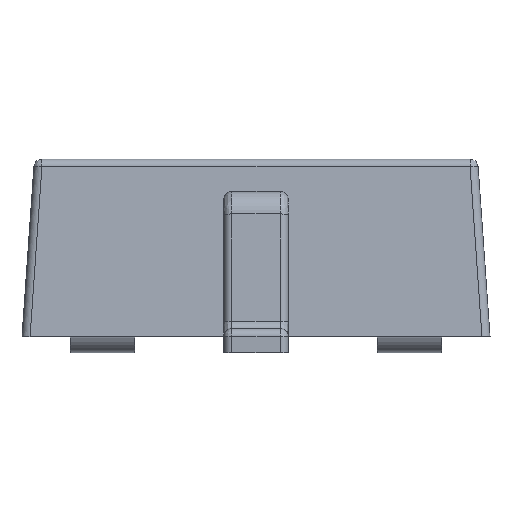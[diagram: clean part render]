
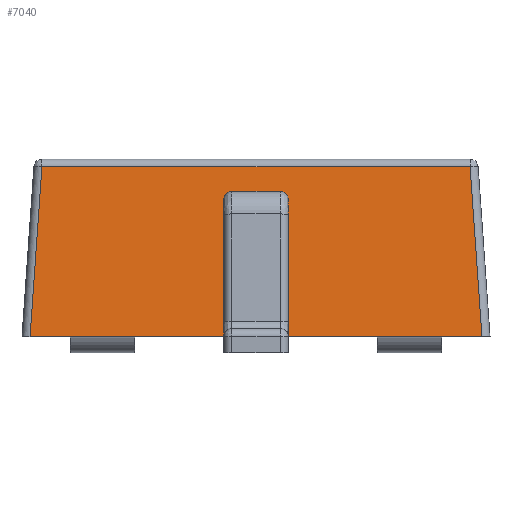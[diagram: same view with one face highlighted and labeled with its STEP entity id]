
A CAD part, front view. The second image highlights one B-rep face of the part: STEP entity #7040.
In plain terms, the highlighted planar face has unit normal (0, -0.998, 0.07).
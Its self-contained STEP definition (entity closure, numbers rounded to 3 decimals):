
#6 = PLANE ( 'NONE',  #181 ) ;
#86 = EDGE_CURVE ( 'NONE', #995, #2026, #7784, .T. ) ;
#157 = CARTESIAN_POINT ( 'NONE',  ( -1.4, -0.8, 0.1 ) ) ;
#181 = AXIS2_PLACEMENT_3D ( 'NONE', #8418, #5798, #2439 ) ;
#790 = CARTESIAN_POINT ( 'NONE',  ( 1.4, -0.8, 0.1 ) ) ;
#995 = VERTEX_POINT ( 'NONE', #4958 ) ;
#1470 = LINE ( 'NONE', #7319, #4550 ) ;
#1625 = CARTESIAN_POINT ( 'NONE',  ( -1.326, -0.726, 1.153 ) ) ;
#2026 = VERTEX_POINT ( 'NONE', #3081 ) ;
#2039 = DIRECTION ( 'NONE',  ( -0.07, -0.07, -0.995 ) ) ;
#2343 = LINE ( 'NONE', #2994, #6204 ) ;
#2439 = DIRECTION ( 'NONE',  ( 0., -0.07, -0.998 ) ) ;
#2542 = ORIENTED_EDGE ( 'NONE', *, *, #7626, .T. ) ;
#2994 = CARTESIAN_POINT ( 'NONE',  ( 0., -0.726, 1.153 ) ) ;
#3081 = CARTESIAN_POINT ( 'NONE',  ( 1.326, -0.726, 1.153 ) ) ;
#3152 = ORIENTED_EDGE ( 'NONE', *, *, #5358, .T. ) ;
#3297 = CARTESIAN_POINT ( 'NONE',  ( -1.326, -0.726, 1.153 ) ) ;
#3533 = VECTOR ( 'NONE', #4091, 1000. ) ;
#3976 = LINE ( 'NONE', #3297, #4411 ) ;
#4091 = DIRECTION ( 'NONE',  ( -0.07, 0.07, 0.995 ) ) ;
#4411 = VECTOR ( 'NONE', #2039, 1000. ) ;
#4550 = VECTOR ( 'NONE', #5385, 1000. ) ;
#4958 = CARTESIAN_POINT ( 'NONE',  ( 1.4, -0.8, 0.1 ) ) ;
#5282 = EDGE_LOOP ( 'NONE', ( #3152, #6437, #2542, #8059 ) ) ;
#5358 = EDGE_CURVE ( 'NONE', #7914, #995, #1470, .T. ) ;
#5385 = DIRECTION ( 'NONE',  ( 1., 0., 0. ) ) ;
#5710 = FACE_OUTER_BOUND ( 'NONE', #5282, .T. ) ;
#5798 = DIRECTION ( 'NONE',  ( 0., -0.998, 0.07 ) ) ;
#5955 = EDGE_CURVE ( 'NONE', #6524, #7914, #3976, .T. ) ;
#6204 = VECTOR ( 'NONE', #8148, 1000. ) ;
#6437 = ORIENTED_EDGE ( 'NONE', *, *, #86, .T. ) ;
#6524 = VERTEX_POINT ( 'NONE', #1625 ) ;
#7040 = ADVANCED_FACE ( 'NONE', ( #5710 ), #6, .T. ) ;
#7319 = CARTESIAN_POINT ( 'NONE',  ( 0., -0.8, 0.1 ) ) ;
#7626 = EDGE_CURVE ( 'NONE', #2026, #6524, #2343, .T. ) ;
#7784 = LINE ( 'NONE', #790, #3533 ) ;
#7914 = VERTEX_POINT ( 'NONE', #157 ) ;
#8059 = ORIENTED_EDGE ( 'NONE', *, *, #5955, .T. ) ;
#8148 = DIRECTION ( 'NONE',  ( -1., 0., 0. ) ) ;
#8418 = CARTESIAN_POINT ( 'NONE',  ( -1.417, -0.726, 1.153 ) ) ;
